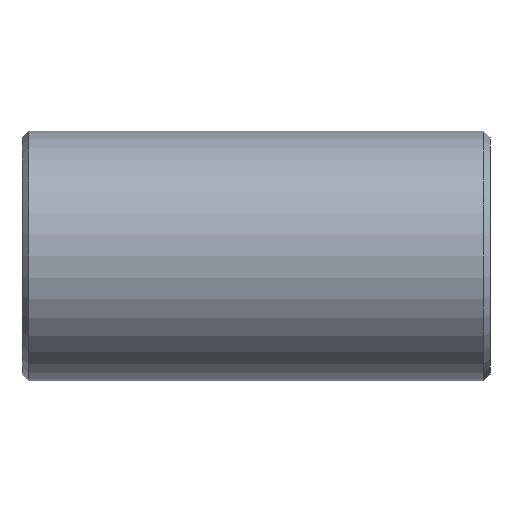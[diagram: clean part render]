
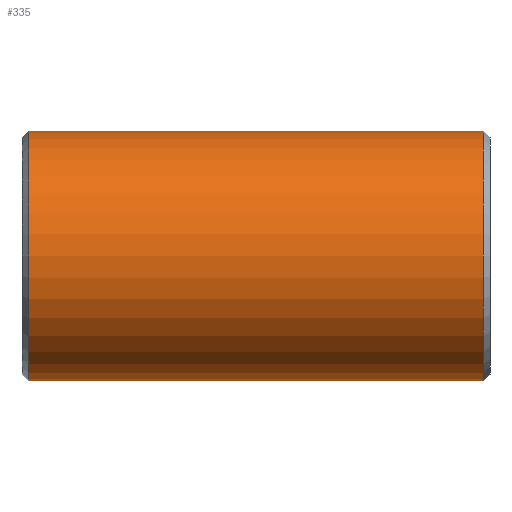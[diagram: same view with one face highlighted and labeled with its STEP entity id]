
A CAD part, front view. The second image highlights one B-rep face of the part: STEP entity #335.
In plain terms, the highlighted cylindrical face has radius 50.8 mm (diameter 101.6 mm), a partial arc.
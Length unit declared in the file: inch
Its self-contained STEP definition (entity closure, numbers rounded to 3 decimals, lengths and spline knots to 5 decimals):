
#50 = ORIENTED_EDGE ( 'NONE', *, *, #60, .F. ) ;
#60 = EDGE_CURVE ( 'NONE', #407, #627, #360, .T. ) ;
#136 = VERTEX_POINT ( 'NONE', #677 ) ;
#146 = DIRECTION ( 'NONE',  ( 0., 0., 1. ) ) ;
#153 = DIRECTION ( 'NONE',  ( -1., 0., 0. ) ) ;
#176 = AXIS2_PLACEMENT_3D ( 'NONE', #772, #153, #337 ) ;
#206 = CARTESIAN_POINT ( 'NONE',  ( 3.644, 0., -2. ) ) ;
#209 = CIRCLE ( 'NONE', #745, 2. ) ;
#246 = VECTOR ( 'NONE', #571, 39.37008 ) ;
#265 = CARTESIAN_POINT ( 'NONE',  ( 3.75, 0., -2. ) ) ;
#273 = DIRECTION ( 'NONE',  ( 1., 0., 0. ) ) ;
#313 = CIRCLE ( 'NONE', #176, 2. ) ;
#335 = ADVANCED_FACE ( 'NONE', ( #366 ), #479, .T. ) ;
#337 = DIRECTION ( 'NONE',  ( 0., 0., -1. ) ) ;
#344 = CARTESIAN_POINT ( 'NONE',  ( 3.75, 0., 2. ) ) ;
#350 = VECTOR ( 'NONE', #392, 39.37008 ) ;
#360 = LINE ( 'NONE', #265, #246 ) ;
#366 = FACE_OUTER_BOUND ( 'NONE', #490, .T. ) ;
#379 = ORIENTED_EDGE ( 'NONE', *, *, #689, .T. ) ;
#392 = DIRECTION ( 'NONE',  ( -1., 0., 0. ) ) ;
#396 = CARTESIAN_POINT ( 'NONE',  ( -3.644, 0., 0. ) ) ;
#407 = VERTEX_POINT ( 'NONE', #206 ) ;
#424 = AXIS2_PLACEMENT_3D ( 'NONE', #546, #690, #433 ) ;
#433 = DIRECTION ( 'NONE',  ( 0., 0., 1. ) ) ;
#456 = CARTESIAN_POINT ( 'NONE',  ( -3.644, 0., -2. ) ) ;
#479 = CYLINDRICAL_SURFACE ( 'NONE', #424, 2. ) ;
#490 = EDGE_LOOP ( 'NONE', ( #50, #637, #379, #750 ) ) ;
#500 = VERTEX_POINT ( 'NONE', #693 ) ;
#546 = CARTESIAN_POINT ( 'NONE',  ( 3.75, 0., 0. ) ) ;
#571 = DIRECTION ( 'NONE',  ( -1., 0., 0. ) ) ;
#588 = LINE ( 'NONE', #344, #350 ) ;
#627 = VERTEX_POINT ( 'NONE', #456 ) ;
#637 = ORIENTED_EDGE ( 'NONE', *, *, #700, .T. ) ;
#677 = CARTESIAN_POINT ( 'NONE',  ( 3.644, 0., 2. ) ) ;
#689 = EDGE_CURVE ( 'NONE', #136, #500, #588, .T. ) ;
#690 = DIRECTION ( 'NONE',  ( -1., 0., 0. ) ) ;
#693 = CARTESIAN_POINT ( 'NONE',  ( -3.644, 0., 2. ) ) ;
#700 = EDGE_CURVE ( 'NONE', #407, #136, #313, .T. ) ;
#745 = AXIS2_PLACEMENT_3D ( 'NONE', #396, #273, #146 ) ;
#750 = ORIENTED_EDGE ( 'NONE', *, *, #773, .T. ) ;
#772 = CARTESIAN_POINT ( 'NONE',  ( 3.644, 0., 0. ) ) ;
#773 = EDGE_CURVE ( 'NONE', #500, #627, #209, .T. ) ;
